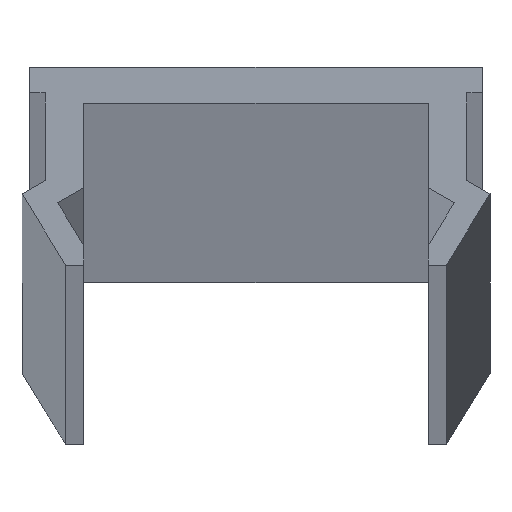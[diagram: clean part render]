
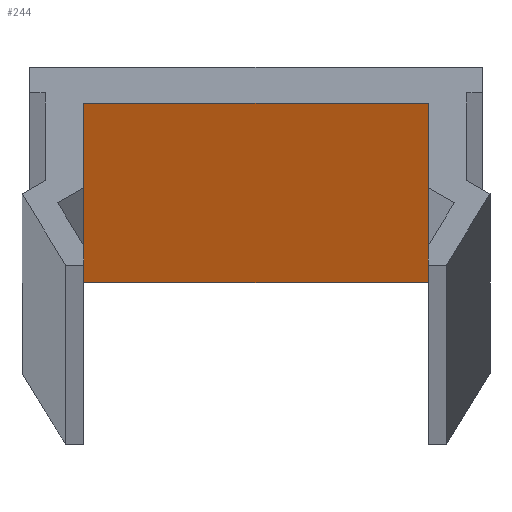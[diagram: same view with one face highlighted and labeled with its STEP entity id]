
A CAD part, top view. The second image highlights one B-rep face of the part: STEP entity #244.
In plain terms, the highlighted planar face has unit normal (0, -1, 0).
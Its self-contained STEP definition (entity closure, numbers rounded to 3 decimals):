
#7 = EDGE_CURVE ( 'NONE', #753, #172, #92, .T. ) ;
#15 = LINE ( 'NONE', #302, #68 ) ;
#17 = DIRECTION ( 'NONE',  ( 1., 0., 0. ) ) ;
#43 = EDGE_CURVE ( 'NONE', #172, #698, #15, .T. ) ;
#68 = VECTOR ( 'NONE', #750, 1000. ) ;
#92 = LINE ( 'NONE', #559, #561 ) ;
#163 = DIRECTION ( 'NONE',  ( 0., 0., 1. ) ) ;
#172 = VERTEX_POINT ( 'NONE', #695 ) ;
#190 = LINE ( 'NONE', #443, #204 ) ;
#204 = VECTOR ( 'NONE', #17, 1000. ) ;
#211 = CARTESIAN_POINT ( 'NONE',  ( -3.35, -0.7, 0. ) ) ;
#236 = EDGE_CURVE ( 'NONE', #753, #253, #190, .T. ) ;
#244 = ADVANCED_FACE ( 'NONE', ( #789 ), #275, .T. ) ;
#253 = VERTEX_POINT ( 'NONE', #454 ) ;
#275 = PLANE ( 'NONE',  #560 ) ;
#284 = ORIENTED_EDGE ( 'NONE', *, *, #7, .T. ) ;
#301 = ORIENTED_EDGE ( 'NONE', *, *, #43, .T. ) ;
#302 = CARTESIAN_POINT ( 'NONE',  ( 0., -0.7, -1000. ) ) ;
#331 = DIRECTION ( 'NONE',  ( 0., -1., 0. ) ) ;
#361 = EDGE_LOOP ( 'NONE', ( #638, #284, #301, #640 ) ) ;
#386 = EDGE_CURVE ( 'NONE', #698, #253, #470, .T. ) ;
#431 = DIRECTION ( 'NONE',  ( 0., 0., -1. ) ) ;
#443 = CARTESIAN_POINT ( 'NONE',  ( 0., -0.7, 1000. ) ) ;
#454 = CARTESIAN_POINT ( 'NONE',  ( 3.35, -0.7, 1000. ) ) ;
#470 = LINE ( 'NONE', #612, #726 ) ;
#526 = DIRECTION ( 'NONE',  ( 1., 0., 0. ) ) ;
#559 = CARTESIAN_POINT ( 'NONE',  ( -3.35, -0.7, 0. ) ) ;
#560 = AXIS2_PLACEMENT_3D ( 'NONE', #211, #331, #526 ) ;
#561 = VECTOR ( 'NONE', #431, 1000. ) ;
#612 = CARTESIAN_POINT ( 'NONE',  ( 3.35, -0.7, 0. ) ) ;
#619 = CARTESIAN_POINT ( 'NONE',  ( 3.35, -0.7, -1000. ) ) ;
#638 = ORIENTED_EDGE ( 'NONE', *, *, #236, .F. ) ;
#640 = ORIENTED_EDGE ( 'NONE', *, *, #386, .T. ) ;
#645 = CARTESIAN_POINT ( 'NONE',  ( -3.35, -0.7, 1000. ) ) ;
#695 = CARTESIAN_POINT ( 'NONE',  ( -3.35, -0.7, -1000. ) ) ;
#698 = VERTEX_POINT ( 'NONE', #619 ) ;
#726 = VECTOR ( 'NONE', #163, 1000. ) ;
#750 = DIRECTION ( 'NONE',  ( 1., 0., 0. ) ) ;
#753 = VERTEX_POINT ( 'NONE', #645 ) ;
#789 = FACE_OUTER_BOUND ( 'NONE', #361, .T. ) ;
